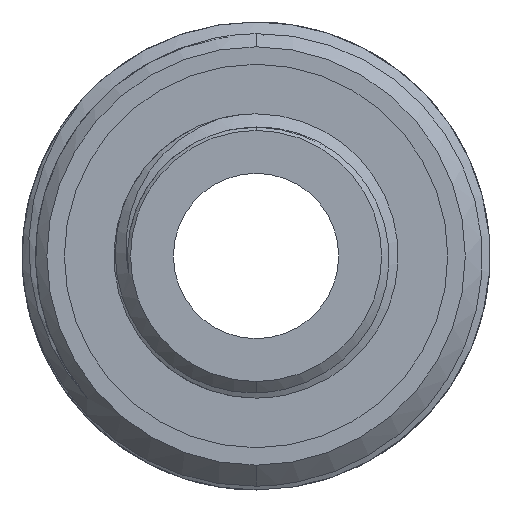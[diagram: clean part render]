
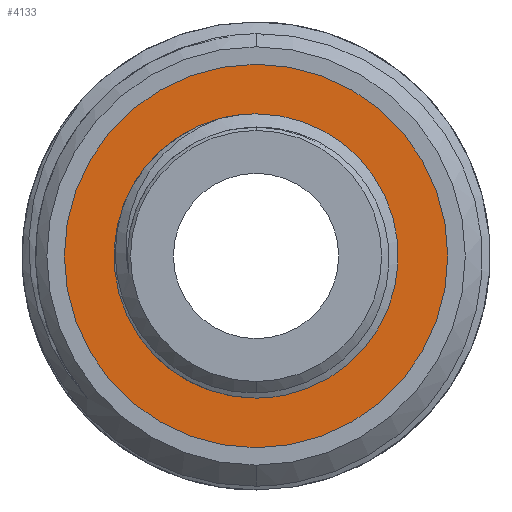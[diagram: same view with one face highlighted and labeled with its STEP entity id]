
A CAD part, left-side view. The second image highlights one B-rep face of the part: STEP entity #4133.
In plain terms, the highlighted planar face has unit normal (-1, 0, 0).
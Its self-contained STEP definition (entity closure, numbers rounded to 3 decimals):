
#106 = CARTESIAN_POINT ( 'NONE',  ( -16.447, 0., -11.6 ) ) ;
#155 = ORIENTED_EDGE ( 'NONE', *, *, #756, .F. ) ;
#276 = CIRCLE ( 'NONE', #3768, 11.6 ) ;
#374 = AXIS2_PLACEMENT_3D ( 'NONE', #2543, #5351, #603 ) ;
#388 = CARTESIAN_POINT ( 'NONE',  ( -16.447, 0., -7.6 ) ) ;
#512 = AXIS2_PLACEMENT_3D ( 'NONE', #5767, #5385, #2545 ) ;
#603 = DIRECTION ( 'NONE',  ( 0., 0., 1. ) ) ;
#636 = FACE_BOUND ( 'NONE', #5935, .T. ) ;
#730 = DIRECTION ( 'NONE',  ( 1., 0., 0. ) ) ;
#756 = EDGE_CURVE ( 'NONE', #2471, #1335, #5096, .T. ) ;
#849 = ORIENTED_EDGE ( 'NONE', *, *, #3245, .T. ) ;
#971 = CARTESIAN_POINT ( 'NONE',  ( -16.447, 0., 7.6 ) ) ;
#980 = EDGE_CURVE ( 'NONE', #1082, #1098, #1311, .T. ) ;
#1082 = VERTEX_POINT ( 'NONE', #5887 ) ;
#1098 = VERTEX_POINT ( 'NONE', #106 ) ;
#1265 = CARTESIAN_POINT ( 'NONE',  ( -16.447, 11.6, 0. ) ) ;
#1311 = CIRCLE ( 'NONE', #512, 11.6 ) ;
#1335 = VERTEX_POINT ( 'NONE', #971 ) ;
#1393 = CARTESIAN_POINT ( 'NONE',  ( -16.447, 0., 0. ) ) ;
#1558 = EDGE_LOOP ( 'NONE', ( #2745, #849 ) ) ;
#1583 = PLANE ( 'NONE',  #1700 ) ;
#1700 = AXIS2_PLACEMENT_3D ( 'NONE', #1265, #730, #3075 ) ;
#1896 = DIRECTION ( 'NONE',  ( 0., 0., 1. ) ) ;
#2069 = CARTESIAN_POINT ( 'NONE',  ( -16.447, 0., 0. ) ) ;
#2110 = AXIS2_PLACEMENT_3D ( 'NONE', #1393, #6166, #1896 ) ;
#2182 = CIRCLE ( 'NONE', #374, 7.6 ) ;
#2471 = VERTEX_POINT ( 'NONE', #388 ) ;
#2543 = CARTESIAN_POINT ( 'NONE',  ( -16.447, 0., 0. ) ) ;
#2545 = DIRECTION ( 'NONE',  ( 0., 0., 1. ) ) ;
#2739 = EDGE_CURVE ( 'NONE', #1335, #2471, #2182, .T. ) ;
#2745 = ORIENTED_EDGE ( 'NONE', *, *, #980, .T. ) ;
#3075 = DIRECTION ( 'NONE',  ( 0., 0., -1. ) ) ;
#3245 = EDGE_CURVE ( 'NONE', #1098, #1082, #276, .T. ) ;
#3768 = AXIS2_PLACEMENT_3D ( 'NONE', #2069, #3973, #5880 ) ;
#3930 = ORIENTED_EDGE ( 'NONE', *, *, #2739, .F. ) ;
#3954 = FACE_OUTER_BOUND ( 'NONE', #1558, .T. ) ;
#3973 = DIRECTION ( 'NONE',  ( -1., 0., 0. ) ) ;
#4133 = ADVANCED_FACE ( 'NONE', ( #636, #3954 ), #1583, .F. ) ;
#5096 = CIRCLE ( 'NONE', #2110, 7.6 ) ;
#5351 = DIRECTION ( 'NONE',  ( -1., 0., 0. ) ) ;
#5385 = DIRECTION ( 'NONE',  ( -1., 0., 0. ) ) ;
#5767 = CARTESIAN_POINT ( 'NONE',  ( -16.447, 0., 0. ) ) ;
#5880 = DIRECTION ( 'NONE',  ( 0., 0., 1. ) ) ;
#5887 = CARTESIAN_POINT ( 'NONE',  ( -16.447, 0., 11.6 ) ) ;
#5935 = EDGE_LOOP ( 'NONE', ( #3930, #155 ) ) ;
#6166 = DIRECTION ( 'NONE',  ( -1., 0., 0. ) ) ;
